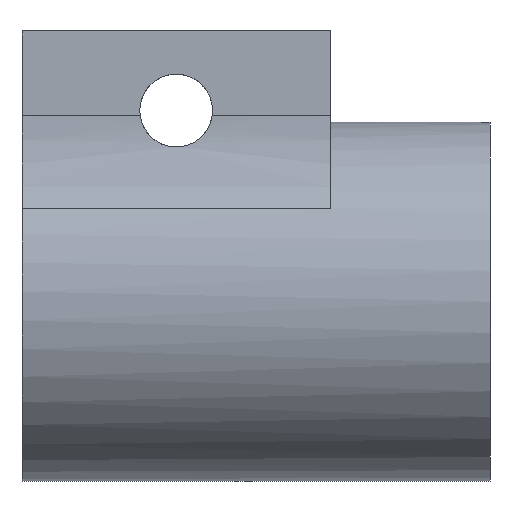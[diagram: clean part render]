
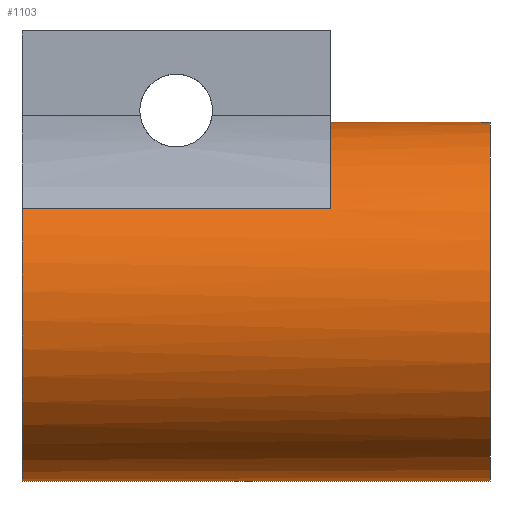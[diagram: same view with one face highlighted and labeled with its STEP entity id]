
A CAD part, left-side view. The second image highlights one B-rep face of the part: STEP entity #1103.
In plain terms, the highlighted cylindrical face has radius 6.35 mm (diameter 12.7 mm), a partial arc.
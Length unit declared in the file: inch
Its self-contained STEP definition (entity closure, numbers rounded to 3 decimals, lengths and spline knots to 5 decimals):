
#47 = CIRCLE ( 'NONE', #3859, 0.25 ) ;
#131 = VECTOR ( 'NONE', #3837, 39.37008 ) ;
#373 = CARTESIAN_POINT ( 'NONE',  ( 0., 0., 0. ) ) ;
#506 = VERTEX_POINT ( 'NONE', #2104 ) ;
#529 = CARTESIAN_POINT ( 'NONE',  ( 0., 0.6525, 0.25 ) ) ;
#564 = CARTESIAN_POINT ( 'NONE',  ( 0., 0., 0.25 ) ) ;
#576 = CARTESIAN_POINT ( 'NONE',  ( 0., 0.6525, -0.25 ) ) ;
#688 = LINE ( 'NONE', #3875, #4025 ) ;
#700 = EDGE_CURVE ( 'NONE', #901, #1366, #47, .T. ) ;
#703 = DIRECTION ( 'NONE',  ( 0., 0., 1. ) ) ;
#778 = VERTEX_POINT ( 'NONE', #564 ) ;
#798 = VERTEX_POINT ( 'NONE', #576 ) ;
#817 = AXIS2_PLACEMENT_3D ( 'NONE', #3720, #1825, #4035 ) ;
#856 = ORIENTED_EDGE ( 'NONE', *, *, #700, .F. ) ;
#878 = ORIENTED_EDGE ( 'NONE', *, *, #3425, .F. ) ;
#901 = VERTEX_POINT ( 'NONE', #3478 ) ;
#908 = CARTESIAN_POINT ( 'NONE',  ( -0.21375, 0.6525, 0.12966 ) ) ;
#971 = LINE ( 'NONE', #1798, #3671 ) ;
#983 = LINE ( 'NONE', #529, #131 ) ;
#1060 = FACE_OUTER_BOUND ( 'NONE', #3358, .T. ) ;
#1103 = ADVANCED_FACE ( 'NONE', ( #1060 ), #3377, .T. ) ;
#1109 = DIRECTION ( 'NONE',  ( 0., -1., 0. ) ) ;
#1185 = AXIS2_PLACEMENT_3D ( 'NONE', #1431, #1109, #3935 ) ;
#1212 = EDGE_CURVE ( 'NONE', #2068, #1795, #688, .T. ) ;
#1217 = CARTESIAN_POINT ( 'NONE',  ( 0., 0.6525, 0. ) ) ;
#1229 = CIRCLE ( 'NONE', #817, 0.25 ) ;
#1253 = CARTESIAN_POINT ( 'NONE',  ( 0., 0.2225, 0. ) ) ;
#1286 = ORIENTED_EDGE ( 'NONE', *, *, #1212, .T. ) ;
#1366 = VERTEX_POINT ( 'NONE', #3957 ) ;
#1376 = ORIENTED_EDGE ( 'NONE', *, *, #3847, .F. ) ;
#1431 = CARTESIAN_POINT ( 'NONE',  ( 0., 0.6525, 0. ) ) ;
#1498 = DIRECTION ( 'NONE',  ( 0., -1., 0. ) ) ;
#1538 = DIRECTION ( 'NONE',  ( 0., 0., 1. ) ) ;
#1736 = EDGE_CURVE ( 'NONE', #2068, #901, #1229, .T. ) ;
#1795 = VERTEX_POINT ( 'NONE', #908 ) ;
#1798 = CARTESIAN_POINT ( 'NONE',  ( 0., 0.6525, -0.25 ) ) ;
#1825 = DIRECTION ( 'NONE',  ( 0., 1., 0. ) ) ;
#1908 = CIRCLE ( 'NONE', #3520, 0.25 ) ;
#1919 = ORIENTED_EDGE ( 'NONE', *, *, #2479, .T. ) ;
#1981 = DIRECTION ( 'NONE',  ( 0., 1., 0. ) ) ;
#2068 = VERTEX_POINT ( 'NONE', #3479 ) ;
#2104 = CARTESIAN_POINT ( 'NONE',  ( 0., 0., -0.25 ) ) ;
#2119 = ORIENTED_EDGE ( 'NONE', *, *, #1736, .F. ) ;
#2434 = DIRECTION ( 'NONE',  ( 0., 0., 1. ) ) ;
#2479 = EDGE_CURVE ( 'NONE', #506, #778, #1908, .T. ) ;
#2561 = DIRECTION ( 'NONE',  ( 0., 1., 0. ) ) ;
#3092 = EDGE_CURVE ( 'NONE', #798, #506, #971, .T. ) ;
#3358 = EDGE_LOOP ( 'NONE', ( #1376, #856, #2119, #1286, #878, #3990, #1919 ) ) ;
#3377 = CYLINDRICAL_SURFACE ( 'NONE', #1185, 0.25 ) ;
#3411 = DIRECTION ( 'NONE',  ( 0., 1., 0. ) ) ;
#3425 = EDGE_CURVE ( 'NONE', #798, #1795, #3769, .T. ) ;
#3455 = DIRECTION ( 'NONE',  ( 0., 1., 0. ) ) ;
#3478 = CARTESIAN_POINT ( 'NONE',  ( -0.0275, 0.2225, 0.24848 ) ) ;
#3479 = CARTESIAN_POINT ( 'NONE',  ( -0.21375, 0.2225, 0.12966 ) ) ;
#3520 = AXIS2_PLACEMENT_3D ( 'NONE', #373, #2561, #703 ) ;
#3671 = VECTOR ( 'NONE', #1498, 39.37008 ) ;
#3720 = CARTESIAN_POINT ( 'NONE',  ( 0., 0.2225, 0. ) ) ;
#3721 = AXIS2_PLACEMENT_3D ( 'NONE', #1217, #3411, #1538 ) ;
#3769 = CIRCLE ( 'NONE', #3721, 0.25 ) ;
#3837 = DIRECTION ( 'NONE',  ( 0., -1., 0. ) ) ;
#3847 = EDGE_CURVE ( 'NONE', #1366, #778, #983, .T. ) ;
#3859 = AXIS2_PLACEMENT_3D ( 'NONE', #1253, #3455, #2434 ) ;
#3875 = CARTESIAN_POINT ( 'NONE',  ( -0.21375, 0.6525, 0.12966 ) ) ;
#3935 = DIRECTION ( 'NONE',  ( 0., 0., -1. ) ) ;
#3957 = CARTESIAN_POINT ( 'NONE',  ( 0., 0.2225, 0.25 ) ) ;
#3990 = ORIENTED_EDGE ( 'NONE', *, *, #3092, .T. ) ;
#4025 = VECTOR ( 'NONE', #1981, 39.37008 ) ;
#4035 = DIRECTION ( 'NONE',  ( 0., 0., 1. ) ) ;
